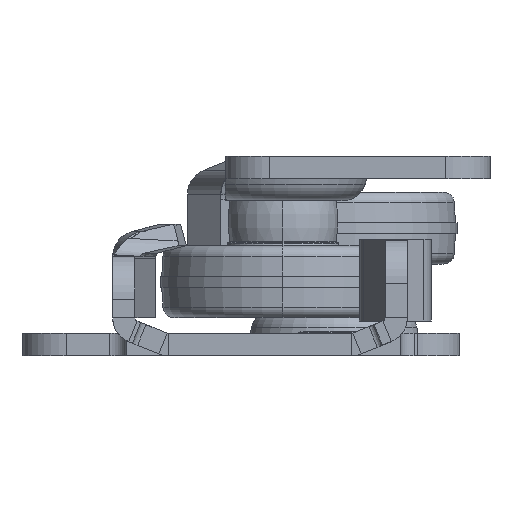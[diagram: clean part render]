
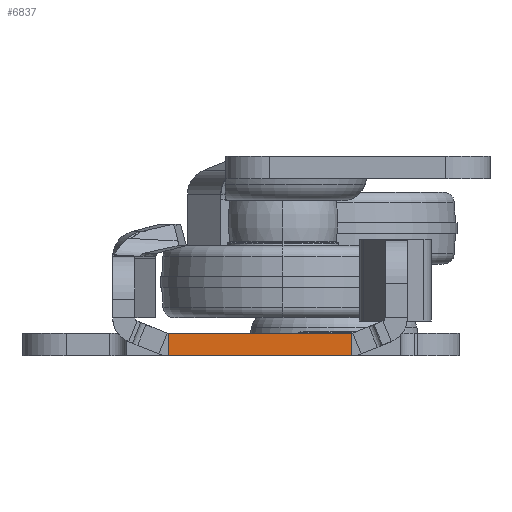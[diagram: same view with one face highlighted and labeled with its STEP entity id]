
A CAD part, left-side view. The second image highlights one B-rep face of the part: STEP entity #6837.
In plain terms, the highlighted planar face has unit normal (-1, 0, 0).
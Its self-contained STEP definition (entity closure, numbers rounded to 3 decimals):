
#216 = VERTEX_POINT ( 'NONE', #15150 ) ;
#547 = AXIS2_PLACEMENT_3D ( 'NONE', #4087, #14574, #7712 ) ;
#1661 = VECTOR ( 'NONE', #5724, 1000. ) ;
#2421 = EDGE_CURVE ( 'NONE', #10514, #216, #4763, .T. ) ;
#4008 = ORIENTED_EDGE ( 'NONE', *, *, #11197, .F. ) ;
#4087 = CARTESIAN_POINT ( 'NONE',  ( -599.5, -11.5, 2. ) ) ;
#4313 = CARTESIAN_POINT ( 'NONE',  ( -599.5, -21.25, 0. ) ) ;
#4763 = LINE ( 'NONE', #11315, #1661 ) ;
#4819 = DIRECTION ( 'NONE',  ( 0., 0., -1. ) ) ;
#5075 = CARTESIAN_POINT ( 'NONE',  ( -599.5, -9.522, 0. ) ) ;
#5179 = LINE ( 'NONE', #10766, #14744 ) ;
#5724 = DIRECTION ( 'NONE',  ( 0., 1., 0. ) ) ;
#6116 = LINE ( 'NONE', #16594, #6177 ) ;
#6177 = VECTOR ( 'NONE', #4819, 1000. ) ;
#6837 = ADVANCED_FACE ( 'NONE', ( #8052 ), #15851, .T. ) ;
#6987 = DIRECTION ( 'NONE',  ( 0., 1., 0. ) ) ;
#7061 = DIRECTION ( 'NONE',  ( 0., 0., 1. ) ) ;
#7232 = VECTOR ( 'NONE', #6987, 1000. ) ;
#7712 = DIRECTION ( 'NONE',  ( 0., 1., 0. ) ) ;
#7889 = VERTEX_POINT ( 'NONE', #14621 ) ;
#8052 = FACE_OUTER_BOUND ( 'NONE', #12600, .T. ) ;
#8190 = ORIENTED_EDGE ( 'NONE', *, *, #13536, .F. ) ;
#10067 = CARTESIAN_POINT ( 'NONE',  ( -599.5, -9.522, 2. ) ) ;
#10514 = VERTEX_POINT ( 'NONE', #10067 ) ;
#10766 = CARTESIAN_POINT ( 'NONE',  ( -599.5, 7.022, 2. ) ) ;
#10843 = ORIENTED_EDGE ( 'NONE', *, *, #2421, .T. ) ;
#11197 = EDGE_CURVE ( 'NONE', #7889, #216, #5179, .T. ) ;
#11315 = CARTESIAN_POINT ( 'NONE',  ( -599.5, -11.5, 2. ) ) ;
#12515 = VERTEX_POINT ( 'NONE', #5075 ) ;
#12600 = EDGE_LOOP ( 'NONE', ( #15703, #10843, #4008, #8190 ) ) ;
#13536 = EDGE_CURVE ( 'NONE', #12515, #7889, #16085, .T. ) ;
#14574 = DIRECTION ( 'NONE',  ( -1., 0., 0. ) ) ;
#14609 = EDGE_CURVE ( 'NONE', #10514, #12515, #6116, .T. ) ;
#14621 = CARTESIAN_POINT ( 'NONE',  ( -599.5, 7.022, 0. ) ) ;
#14744 = VECTOR ( 'NONE', #7061, 1000. ) ;
#15150 = CARTESIAN_POINT ( 'NONE',  ( -599.5, 7.022, 2. ) ) ;
#15703 = ORIENTED_EDGE ( 'NONE', *, *, #14609, .F. ) ;
#15851 = PLANE ( 'NONE',  #547 ) ;
#16085 = LINE ( 'NONE', #4313, #7232 ) ;
#16594 = CARTESIAN_POINT ( 'NONE',  ( -599.5, -9.522, 2. ) ) ;
